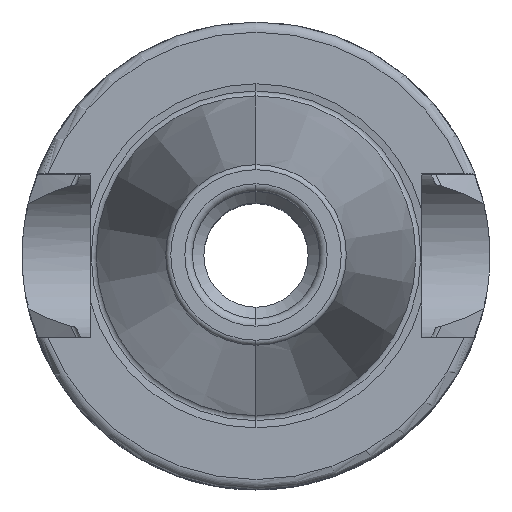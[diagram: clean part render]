
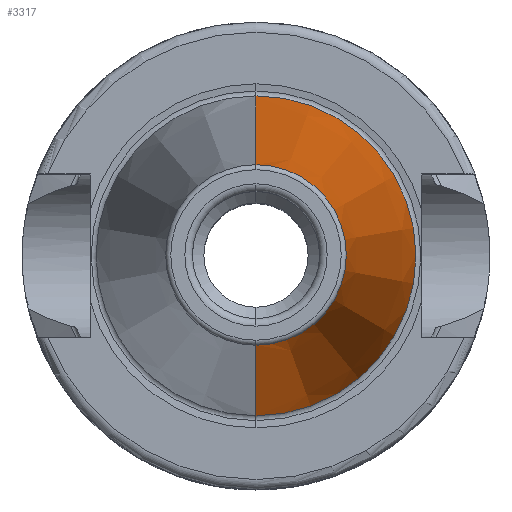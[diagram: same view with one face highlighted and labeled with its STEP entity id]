
A CAD part, top view. The second image highlights one B-rep face of the part: STEP entity #3317.
In plain terms, the highlighted conical face has half-angle 8.297 degrees and reference radius 12.304 mm.
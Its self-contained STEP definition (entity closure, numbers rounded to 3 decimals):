
#1411=CARTESIAN_POINT('',(0,0,69.972));
#1412=DIRECTION('',(0,0,1));
#1413=DIRECTION('',(0,-1,0));
#1414=AXIS2_PLACEMENT_3D('',#1411,#1412,#1413);
#1416=CARTESIAN_POINT('',(0,0,23));
#1417=DIRECTION('',(0,0,-1));
#1418=DIRECTION('',(0,1,0));
#1419=AXIS2_PLACEMENT_3D('',#1416,#1417,#1418);
#1560=DIRECTION('',(0.,0.144,0.99));
#1561=VECTOR('',#1560,47.469);
#1562=CARTESIAN_POINT('',(0,-15.729,23));
#1563=LINE('',#1562,#1561);
#1569=DIRECTION('',(0.,-0.144,0.99));
#1570=VECTOR('',#1569,47.469);
#1571=CARTESIAN_POINT('',(0,15.729,23));
#1572=LINE('',#1571,#1570);
#1692=CARTESIAN_POINT('',(0,15.729,23));
#1694=VERTEX_POINT('',#1692);
#1708=CARTESIAN_POINT('',(0,-15.729,23));
#1710=VERTEX_POINT('',#1708);
#1735=CARTESIAN_POINT('',(0,8.879,69.972));
#1736=CARTESIAN_POINT('',(0,-8.879,69.972));
#1737=VERTEX_POINT('',#1735);
#1738=VERTEX_POINT('',#1736);
#3303=CARTESIAN_POINT('',(0,0,46.486));
#3304=DIRECTION('',(0,0,-1));
#3305=DIRECTION('',(0,-1,0));
#3306=AXIS2_PLACEMENT_3D('',#3303,#3304,#3305);
#3307=CONICAL_SURFACE('',#3306,12.304,8.297);
#3309=ORIENTED_EDGE('',*,*,#3308,.T.);
#3311=ORIENTED_EDGE('',*,*,#3310,.F.);
#3312=ORIENTED_EDGE('',*,*,#3298,.T.);
#3314=ORIENTED_EDGE('',*,*,#3313,.T.);
#3315=EDGE_LOOP('',(#3309,#3311,#3312,#3314));
#3316=FACE_OUTER_BOUND('',#3315,.F.);
#3317=ADVANCED_FACE('',(#3316),#3307,.T.);
#1415=CIRCLE('',#1414,8.879);
#1420=CIRCLE('',#1419,15.729);
#3298=EDGE_CURVE('',#1694,#1710,#1420,.T.);
#3308=EDGE_CURVE('',#1738,#1737,#1415,.T.);
#3310=EDGE_CURVE('',#1694,#1737,#1572,.T.);
#3313=EDGE_CURVE('',#1710,#1738,#1563,.T.);
